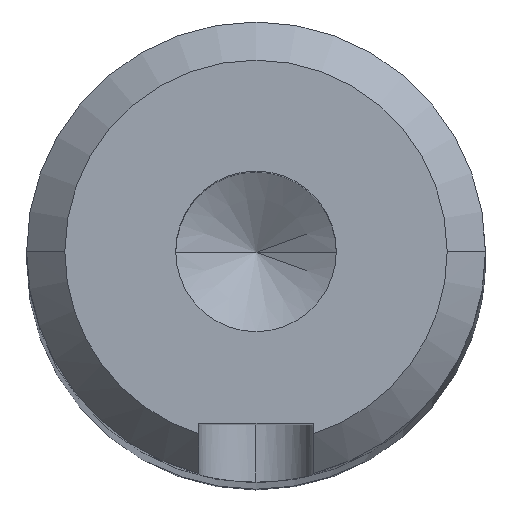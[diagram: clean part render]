
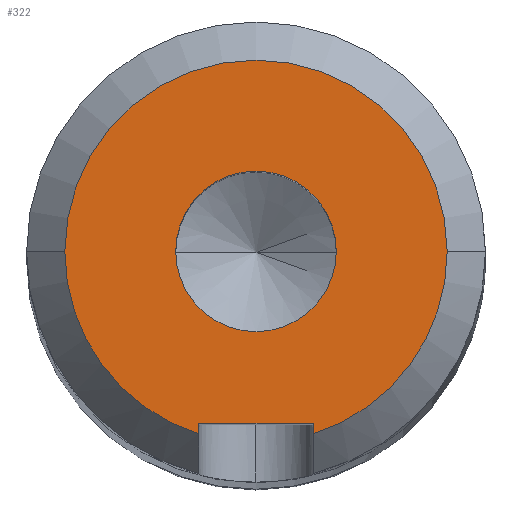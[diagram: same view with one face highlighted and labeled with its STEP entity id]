
A CAD part, top view. The second image highlights one B-rep face of the part: STEP entity #322.
In plain terms, the highlighted planar face has unit normal (0, 0, 1).
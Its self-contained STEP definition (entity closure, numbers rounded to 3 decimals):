
#7 = CIRCLE ( 'NONE', #723, 5. ) ;
#16 = CARTESIAN_POINT ( 'NONE',  ( 0., -4.5, 21.5 ) ) ;
#36 = CIRCLE ( 'NONE', #857, 2.1 ) ;
#38 = EDGE_CURVE ( 'NONE', #558, #404, #726, .T. ) ;
#42 = CARTESIAN_POINT ( 'NONE',  ( 5., 0., 21.5 ) ) ;
#50 = CARTESIAN_POINT ( 'NONE',  ( -2.1, 0., 21.5 ) ) ;
#71 = CARTESIAN_POINT ( 'NONE',  ( 2.1, 0., 21.5 ) ) ;
#72 = EDGE_CURVE ( 'NONE', #404, #375, #257, .T. ) ;
#80 = CARTESIAN_POINT ( 'NONE',  ( 1.5, -4.77, 21.5 ) ) ;
#102 = CARTESIAN_POINT ( 'NONE',  ( -1.5, -4.5, 21.5 ) ) ;
#116 = ORIENTED_EDGE ( 'NONE', *, *, #973, .F. ) ;
#126 = FACE_BOUND ( 'NONE', #972, .T. ) ;
#135 = DIRECTION ( 'NONE',  ( 0., 0., 1. ) ) ;
#147 = DIRECTION ( 'NONE',  ( 0., 0., 1. ) ) ;
#170 = CARTESIAN_POINT ( 'NONE',  ( -1.5, -4.77, 21.5 ) ) ;
#178 = DIRECTION ( 'NONE',  ( 0., 0., 1. ) ) ;
#189 = DIRECTION ( 'NONE',  ( -1., 0., 0. ) ) ;
#190 = DIRECTION ( 'NONE',  ( 1., 0., 0. ) ) ;
#212 = DIRECTION ( 'NONE',  ( 0., -1., 0. ) ) ;
#243 = CARTESIAN_POINT ( 'NONE',  ( 0., 0., 21.5 ) ) ;
#254 = DIRECTION ( 'NONE',  ( -1., 0., 0. ) ) ;
#257 = LINE ( 'NONE', #896, #399 ) ;
#259 = PLANE ( 'NONE',  #1080 ) ;
#261 = CARTESIAN_POINT ( 'NONE',  ( -5., 0., 21.5 ) ) ;
#268 = CIRCLE ( 'NONE', #561, 5. ) ;
#281 = CARTESIAN_POINT ( 'NONE',  ( 1.5, -6.001, 21.5 ) ) ;
#287 = EDGE_CURVE ( 'NONE', #296, #942, #7, .T. ) ;
#296 = VERTEX_POINT ( 'NONE', #80 ) ;
#305 = VERTEX_POINT ( 'NONE', #261 ) ;
#319 = CIRCLE ( 'NONE', #1126, 5. ) ;
#322 = ADVANCED_FACE ( 'NONE', ( #126, #528 ), #259, .F. ) ;
#357 = VECTOR ( 'NONE', #705, 1000. ) ;
#370 = EDGE_CURVE ( 'NONE', #942, #305, #319, .T. ) ;
#375 = VERTEX_POINT ( 'NONE', #170 ) ;
#399 = VECTOR ( 'NONE', #212, 1000. ) ;
#404 = VERTEX_POINT ( 'NONE', #102 ) ;
#419 = ORIENTED_EDGE ( 'NONE', *, *, #370, .T. ) ;
#422 = DIRECTION ( 'NONE',  ( 1., 0., 0. ) ) ;
#503 = ORIENTED_EDGE ( 'NONE', *, *, #1036, .F. ) ;
#528 = FACE_OUTER_BOUND ( 'NONE', #1101, .T. ) ;
#531 = VECTOR ( 'NONE', #254, 1000. ) ;
#548 = DIRECTION ( 'NONE',  ( 0., 0., 1. ) ) ;
#558 = VERTEX_POINT ( 'NONE', #835 ) ;
#561 = AXIS2_PLACEMENT_3D ( 'NONE', #963, #1041, #189 ) ;
#569 = ORIENTED_EDGE ( 'NONE', *, *, #287, .T. ) ;
#586 = DIRECTION ( 'NONE',  ( 0., 0., -1. ) ) ;
#620 = ORIENTED_EDGE ( 'NONE', *, *, #733, .F. ) ;
#643 = CARTESIAN_POINT ( 'NONE',  ( 0., 0., 21.5 ) ) ;
#670 = ORIENTED_EDGE ( 'NONE', *, *, #38, .F. ) ;
#687 = CIRCLE ( 'NONE', #976, 2.1 ) ;
#705 = DIRECTION ( 'NONE',  ( 0., 1., 0. ) ) ;
#723 = AXIS2_PLACEMENT_3D ( 'NONE', #1005, #147, #1053 ) ;
#726 = LINE ( 'NONE', #16, #531 ) ;
#733 = EDGE_CURVE ( 'NONE', #943, #1130, #687, .T. ) ;
#774 = ORIENTED_EDGE ( 'NONE', *, *, #992, .T. ) ;
#823 = DIRECTION ( 'NONE',  ( -1., 0., 0. ) ) ;
#835 = CARTESIAN_POINT ( 'NONE',  ( 1.5, -4.5, 21.5 ) ) ;
#857 = AXIS2_PLACEMENT_3D ( 'NONE', #643, #135, #422 ) ;
#873 = CARTESIAN_POINT ( 'NONE',  ( 0., 0., 21.5 ) ) ;
#896 = CARTESIAN_POINT ( 'NONE',  ( -1.5, -6.001, 21.5 ) ) ;
#942 = VERTEX_POINT ( 'NONE', #42 ) ;
#943 = VERTEX_POINT ( 'NONE', #50 ) ;
#963 = CARTESIAN_POINT ( 'NONE',  ( 0., 0., 21.5 ) ) ;
#964 = DIRECTION ( 'NONE',  ( -1., 0., 0. ) ) ;
#972 = EDGE_LOOP ( 'NONE', ( #116, #620 ) ) ;
#973 = EDGE_CURVE ( 'NONE', #1130, #943, #36, .T. ) ;
#976 = AXIS2_PLACEMENT_3D ( 'NONE', #243, #178, #190 ) ;
#992 = EDGE_CURVE ( 'NONE', #305, #375, #268, .T. ) ;
#1005 = CARTESIAN_POINT ( 'NONE',  ( 0., 0., 21.5 ) ) ;
#1036 = EDGE_CURVE ( 'NONE', #296, #558, #1149, .T. ) ;
#1041 = DIRECTION ( 'NONE',  ( 0., 0., 1. ) ) ;
#1053 = DIRECTION ( 'NONE',  ( -1., 0., 0. ) ) ;
#1080 = AXIS2_PLACEMENT_3D ( 'NONE', #1095, #586, #823 ) ;
#1095 = CARTESIAN_POINT ( 'NONE',  ( 0., 0., 21.5 ) ) ;
#1101 = EDGE_LOOP ( 'NONE', ( #503, #569, #419, #774, #1154, #670 ) ) ;
#1126 = AXIS2_PLACEMENT_3D ( 'NONE', #873, #548, #964 ) ;
#1130 = VERTEX_POINT ( 'NONE', #71 ) ;
#1149 = LINE ( 'NONE', #281, #357 ) ;
#1154 = ORIENTED_EDGE ( 'NONE', *, *, #72, .F. ) ;
